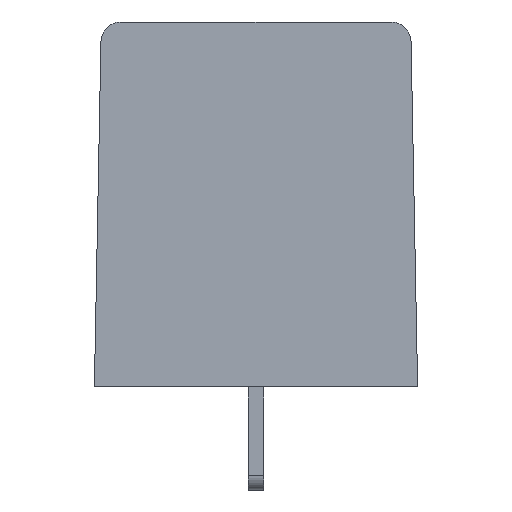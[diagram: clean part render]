
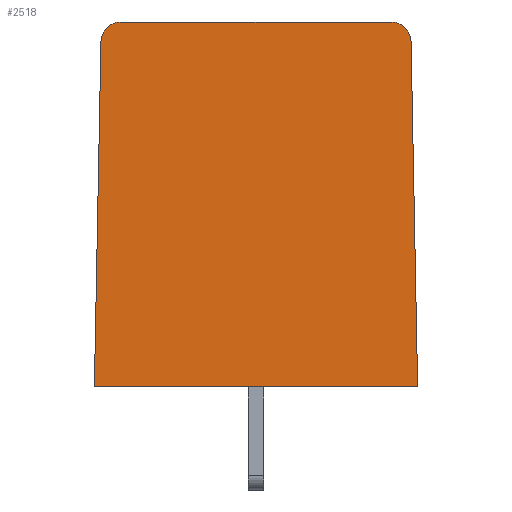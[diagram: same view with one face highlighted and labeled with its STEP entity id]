
A CAD part, left-side view. The second image highlights one B-rep face of the part: STEP entity #2518.
In plain terms, the highlighted planar face has unit normal (-1, 0, 0.011).
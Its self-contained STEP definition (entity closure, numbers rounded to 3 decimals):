
#2518=ADVANCED_FACE('',(#6144),#6146,.T.);
#6144=FACE_BOUND('',#6145,.T.);
#6145=EDGE_LOOP('',(#9214,#9215,#9216,#9217,#9218,#9219));
#6146=PLANE('',#6147);
#6147=AXIS2_PLACEMENT_3D('',#6148,#6149,#6150);
#6148=CARTESIAN_POINT('',(-19.95,8.15,0.));
#6149=DIRECTION('',(-1.,0.,0.011));
#6150=DIRECTION('',(0.,-1.,0.));
#9214=ORIENTED_EDGE('',*,*,#10948,.F.);
#9215=ORIENTED_EDGE('',*,*,#10957,.F.);
#9216=ORIENTED_EDGE('',*,*,#10955,.F.);
#9217=ORIENTED_EDGE('',*,*,#10954,.F.);
#9218=ORIENTED_EDGE('',*,*,#10951,.T.);
#9219=ORIENTED_EDGE('',*,*,#10949,.T.);
#10948=EDGE_CURVE('',#12603,#12601,#12605,.F.);
#10949=EDGE_CURVE('',#12606,#12601,#12607,.T.);
#10951=EDGE_CURVE('',#12609,#12606,#12610,.T.);
#10954=EDGE_CURVE('',#12609,#12612,#12614,.T.);
#10955=EDGE_CURVE('',#12612,#12615,#12616,.T.);
#10957=EDGE_CURVE('',#12615,#12603,#12618,.T.);
#12601=VERTEX_POINT('',#15969);
#12603=VERTEX_POINT('',#15973);
#12605=(BOUNDED_CURVE()B_SPLINE_CURVE(3,
(#15977,#15978,#15979,#15980),
.UNSPECIFIED.,.F.,.F.)B_SPLINE_CURVE_WITH_KNOTS((4,4),
(0.,1.),
.UNSPECIFIED.)CURVE()GEOMETRIC_REPRESENTATION_ITEM()RATIONAL_B_SPLINE_CURVE((1.,
0.809,0.809,1.))REPRESENTATION_ITEM(''));
#12606=VERTEX_POINT('',#15981);
#12607=LINE('',#15982,#15983);
#12609=VERTEX_POINT('',#15988);
#12610=LINE('',#15989,#15990);
#12612=VERTEX_POINT('',#15995);
#12614=LINE('',#15999,#16000);
#12615=VERTEX_POINT('',#16002);
#12616=(BOUNDED_CURVE()B_SPLINE_CURVE(3,
(#16003,#16004,#16005,#16006),
.UNSPECIFIED.,.F.,.F.)B_SPLINE_CURVE_WITH_KNOTS((4,4),
(0.,1.),
.UNSPECIFIED.)CURVE()GEOMETRIC_REPRESENTATION_ITEM()RATIONAL_B_SPLINE_CURVE((1.,
0.809,0.809,1.))REPRESENTATION_ITEM(''));
#12618=LINE('',#16010,#16011);
#15969=CARTESIAN_POINT('',(-19.761,-7.819,17.419));
#15973=CARTESIAN_POINT('',(-19.75,-6.819,18.4));
#15977=CARTESIAN_POINT('',(-19.761,-7.819,17.419));
#15978=CARTESIAN_POINT('',(-19.754,-7.808,17.996));
#15979=CARTESIAN_POINT('',(-19.75,-7.396,18.4));
#15980=CARTESIAN_POINT('',(-19.75,-6.819,18.4));
#15981=CARTESIAN_POINT('',(-19.95,-8.15,0.));
#15982=CARTESIAN_POINT('',(-19.95,-8.15,0.));
#15983=VECTOR('',#15984,1.);
#15984=DIRECTION('',(0.011,0.019,1.));
#15988=CARTESIAN_POINT('',(-19.95,8.15,0.));
#15989=CARTESIAN_POINT('',(-19.95,8.15,0.));
#15990=VECTOR('',#15991,1.);
#15991=DIRECTION('',(0.,-1.,0.));
#15995=CARTESIAN_POINT('',(-19.761,7.819,17.419));
#15999=CARTESIAN_POINT('',(-19.95,8.15,0.));
#16000=VECTOR('',#16001,1.);
#16001=DIRECTION('',(0.011,-0.019,1.));
#16002=CARTESIAN_POINT('',(-19.75,6.819,18.4));
#16003=CARTESIAN_POINT('',(-19.761,7.819,17.419));
#16004=CARTESIAN_POINT('',(-19.754,7.808,17.996));
#16005=CARTESIAN_POINT('',(-19.75,7.396,18.4));
#16006=CARTESIAN_POINT('',(-19.75,6.819,18.4));
#16010=CARTESIAN_POINT('',(-19.75,6.819,18.4));
#16011=VECTOR('',#16012,1.);
#16012=DIRECTION('',(0.,-1.,0.));
